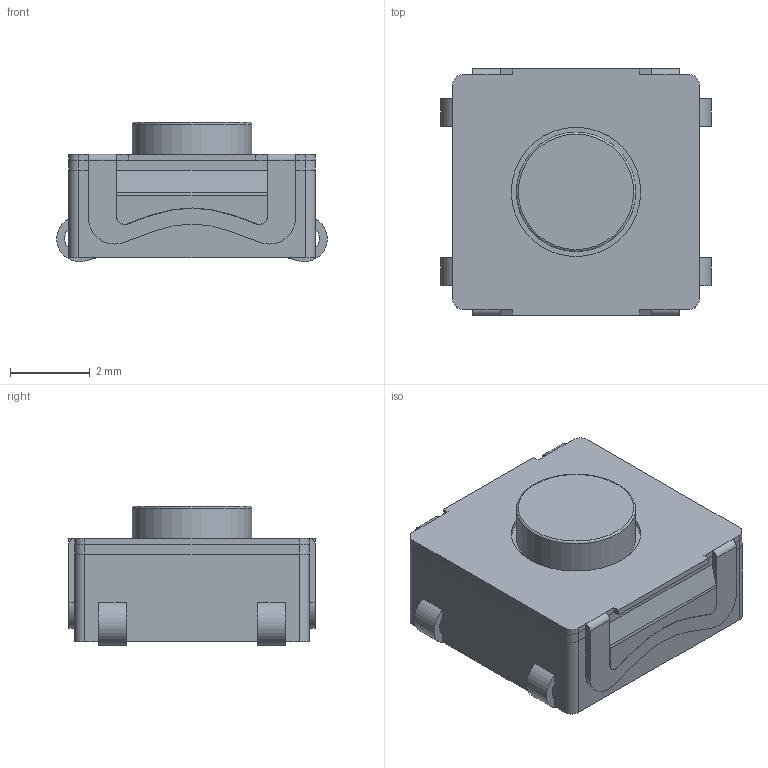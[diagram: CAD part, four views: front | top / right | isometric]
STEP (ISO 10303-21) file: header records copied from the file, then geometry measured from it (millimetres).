
FILE_DESCRIPTION(/* description */ (''),/* implementation_level */ '2;1');
FILE_NAME(/* name */ 'TL3304AFxxxQJ.stp',/* time_stamp */ '2025-06-04T11:34:16-05:00',/* author */ ('mroman'),/* organization */ (''),/* preprocessor_version */ 'ST-DEVELOPER v18.1',/* originating_system */ 'Autodesk Inventor 2022',/* authorisation */ '');
FILE_SCHEMA (('AUTOMOTIVE_DESIGN { 1 0 10303 214 3 1 1 }'));
Length unit declared in the file: centimetre
Products named in the file (1): TL3304AFxxxQJ
Bounding box: 6.8 x 6.2 x 3.5 mm (x, y, z)
Volume: 80.7 mm3; surface area: 235 mm2
Topology: 1 solids, 2 shells, 225 faces, 609 edges, 395 vertices
Faces by surface type: plane 158, cylinder 65, torus 1, cone 1
Full cylindrical faces by diameter (mm): 0.8 x1, 3 x1, 3.25 x1, 4.8 x1, 5 x1
Entity records: 7066 total; most frequent: CARTESIAN_POINT 1230, ORIENTED_EDGE 1218, DIRECTION 1183, EDGE_CURVE 609, LINE 487, VECTOR 487, VERTEX_POINT 395, AXIS2_PLACEMENT_3D 348
